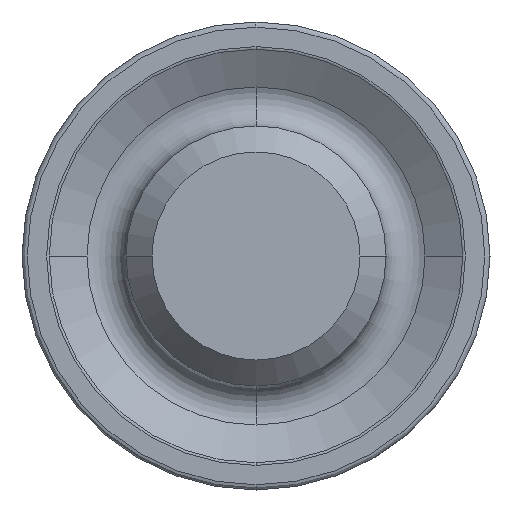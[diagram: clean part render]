
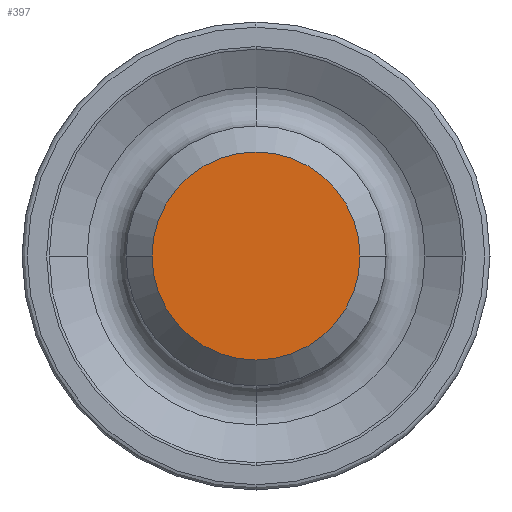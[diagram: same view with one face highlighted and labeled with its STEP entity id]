
A CAD part, left-side view. The second image highlights one B-rep face of the part: STEP entity #397.
In plain terms, the highlighted planar face has unit normal (-1, 0, 0).
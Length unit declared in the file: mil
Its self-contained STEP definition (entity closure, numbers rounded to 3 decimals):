
#110 = CARTESIAN_POINT ( 'NONE',  ( 0., 0., 0. ) ) ;
#127 = AXIS2_PLACEMENT_3D ( 'NONE', #110, #180, #809 ) ;
#138 = DIRECTION ( 'NONE',  ( -1., 0., 0. ) ) ;
#146 = VERTEX_POINT ( 'NONE', #606 ) ;
#180 = DIRECTION ( 'NONE',  ( 1., 0., 0. ) ) ;
#251 = DIRECTION ( 'NONE',  ( 0., -1., 0. ) ) ;
#262 = AXIS2_PLACEMENT_3D ( 'NONE', #642, #138, #554 ) ;
#329 = EDGE_LOOP ( 'NONE', ( #563, #819 ) ) ;
#391 = DIRECTION ( 'NONE',  ( 1., 0., 0. ) ) ;
#397 = ADVANCED_FACE ( 'NONE', ( #702 ), #485, .T. ) ;
#418 = CIRCLE ( 'NONE', #536, 78.74 ) ;
#485 = PLANE ( 'NONE',  #262 ) ;
#536 = AXIS2_PLACEMENT_3D ( 'NONE', #738, #391, #251 ) ;
#554 = DIRECTION ( 'NONE',  ( 0., 0., 1. ) ) ;
#563 = ORIENTED_EDGE ( 'NONE', *, *, #601, .F. ) ;
#601 = EDGE_CURVE ( 'NONE', #146, #728, #696, .T. ) ;
#606 = CARTESIAN_POINT ( 'NONE',  ( 0., -78.74, 0. ) ) ;
#617 = EDGE_CURVE ( 'NONE', #728, #146, #418, .T. ) ;
#642 = CARTESIAN_POINT ( 'NONE',  ( 0., 49.213, 0. ) ) ;
#696 = CIRCLE ( 'NONE', #127, 78.74 ) ;
#702 = FACE_OUTER_BOUND ( 'NONE', #329, .T. ) ;
#728 = VERTEX_POINT ( 'NONE', #858 ) ;
#738 = CARTESIAN_POINT ( 'NONE',  ( 0., 0., 0. ) ) ;
#809 = DIRECTION ( 'NONE',  ( 0., -1., 0. ) ) ;
#819 = ORIENTED_EDGE ( 'NONE', *, *, #617, .F. ) ;
#858 = CARTESIAN_POINT ( 'NONE',  ( 0., 78.74, 0. ) ) ;
